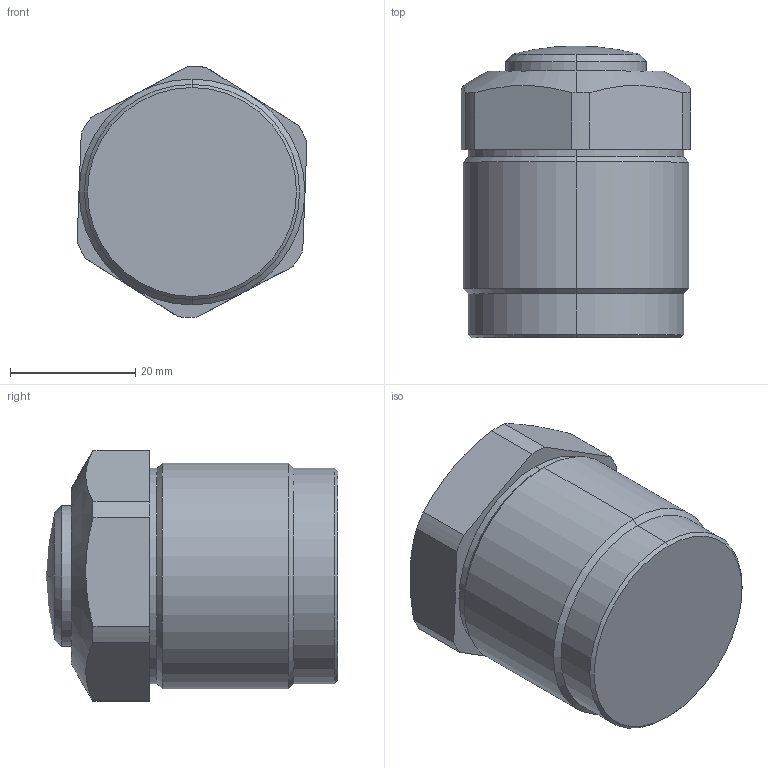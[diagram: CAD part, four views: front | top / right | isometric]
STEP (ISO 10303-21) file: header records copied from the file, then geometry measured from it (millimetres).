
FILE_DESCRIPTION (( 'STEP AP203' ), '1' );
FILE_NAME ('CMC1.0-10R.STEP', '2018-12-11T02:30:08', ( '微软用户' ), ( '微软中国' ), 'SwSTEP 2.0', 'SolidWorks 2012', '' );
FILE_SCHEMA (( 'CONFIG_CONTROL_DESIGN' ));
Length unit declared in the file: millimetre
Products named in the file (3): 1.0-10掛极; 1.0-5活塞杆球; CMC1.0-10R
Assembly tree (2 placements, depth 2):
  CMC1.0-10R
    1.0-10掛极
    1.0-5活塞杆球
Bounding box: 36.64 x 46.5 x 40 mm (x, y, z)
Volume: 46074.9 mm3; surface area: 8873.2 mm2
Topology: 2 solids, 2 shells, 40 faces, 90 edges, 56 vertices
Faces by surface type: cylinder 17, plane 11, cone 10, sphere 2
Entity records: 1476 total; most frequent: CARTESIAN_POINT 251, DIRECTION 219, ORIENTED_EDGE 180, EDGE_CURVE 90, AXIS2_PLACEMENT_3D 90, VERTEX_POINT 56, CIRCLE 45, EDGE_LOOP 42
